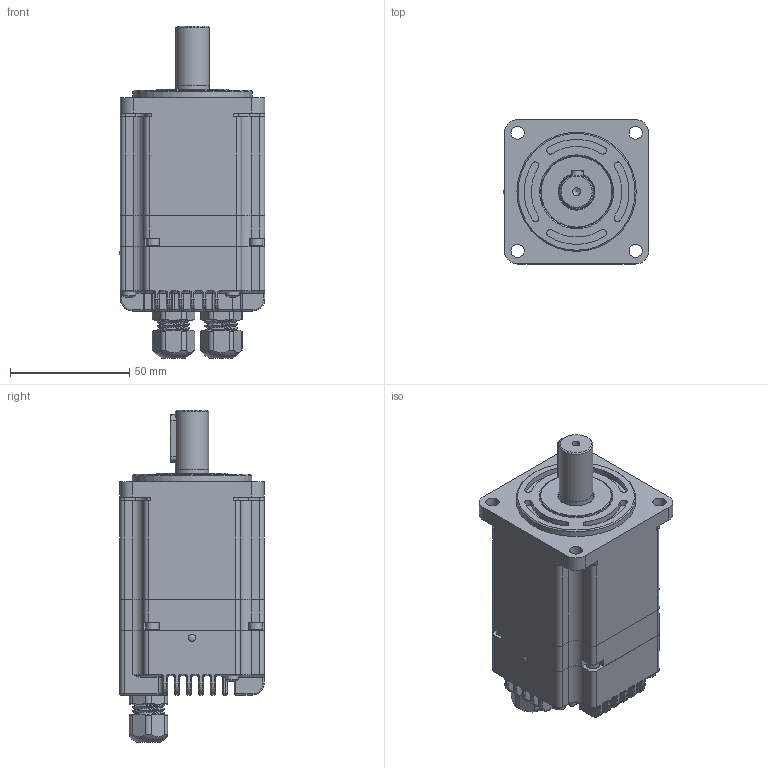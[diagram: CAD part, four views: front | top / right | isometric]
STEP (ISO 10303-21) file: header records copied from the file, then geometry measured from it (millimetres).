
FILE_DESCRIPTION (( 'STEP AP203' ), '1' );
FILE_NAME ('ZMD60AIS90-24-C00630-B1-5-1C.STEP', '2025-03-13T06:24:49', ( '¼¼Êõ03' ), ( 'HP Inc.' ), 'SwSTEP 2.0', 'SolidWorks 2020', '' );
FILE_SCHEMA (( 'CONFIG_CONTROL_DESIGN' ));
Products named in the file (1): ZMD60AIS90-24-C00630-B1-5-1C
Bounding box: 60.99 x 60.5 x 139.2 mm (x, y, z)
Volume: 125509 mm3; surface area: 81538.8 mm2
Topology: 17 solids, 17 shells, 1907 faces, 4772 edges, 2866 vertices
Faces by surface type: plane 704, cylinder 662, torus 227, bspline 138, sphere 103, cone 73
Full cylindrical faces by diameter (mm): 2.5 x17, 2.598 x4, 3 x10, 3.3 x1, 3.4 x8, 5.5 x8, 5.6 x4, 6 x1, 9.371 x2, 9.543 x2, 10 x1, 10.5 x2, 14 x1, 14.1 x1, 14.2 x1, 15 x2, 15.5 x1, 19 x1, 20 x1, 25 x1, 30 x5, 30.2 x1, 35 x1, 50 x1, 53 x1, 55.7 x1, 56.5 x1, 57.8 x1, 58.3 x2
Entity records: 67303 total; most frequent: CARTESIAN_POINT 23561, DIRECTION 9154, ORIENTED_EDGE 8910, EDGE_CURVE 4455, AXIS2_PLACEMENT_3D 3403, VERTEX_POINT 2798, LINE 2348, VECTOR 2348
